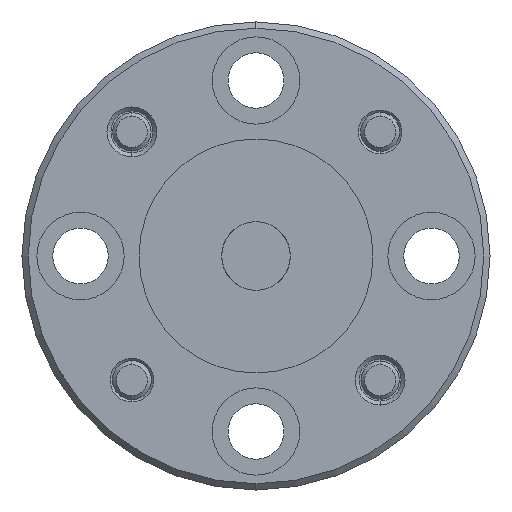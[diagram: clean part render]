
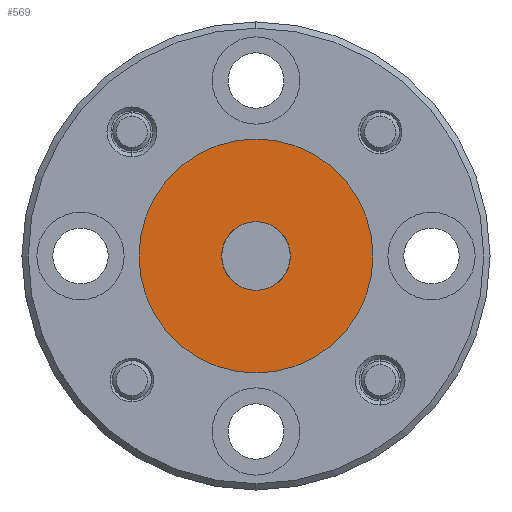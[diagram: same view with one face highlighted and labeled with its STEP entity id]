
A CAD part, left-side view. The second image highlights one B-rep face of the part: STEP entity #569.
In plain terms, the highlighted planar face has unit normal (-1, 0, 0).
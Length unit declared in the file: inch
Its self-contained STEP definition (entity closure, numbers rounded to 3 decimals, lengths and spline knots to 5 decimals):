
#130 = ORIENTED_EDGE ( 'NONE', *, *, #3646, .F. ) ;
#190 = CARTESIAN_POINT ( 'NONE',  ( -1., 0.1875, 0. ) ) ;
#199 = ORIENTED_EDGE ( 'NONE', *, *, #1757, .F. ) ;
#223 = EDGE_LOOP ( 'NONE', ( #130, #3464 ) ) ;
#263 = CARTESIAN_POINT ( 'NONE',  ( -1., 0.05077, -0.02187 ) ) ;
#279 = CARTESIAN_POINT ( 'NONE',  ( -1., 0.055, -0.00567 ) ) ;
#324 = CARTESIAN_POINT ( 'NONE',  ( -1., 0.055, 0.00567 ) ) ;
#388 = CARTESIAN_POINT ( 'NONE',  ( -1., 0.0246, 0.04919 ) ) ;
#398 = DIRECTION ( 'NONE',  ( 0., 0., 1. ) ) ;
#428 = CARTESIAN_POINT ( 'NONE',  ( -1., 0.01726, 0.05286 ) ) ;
#499 = CARTESIAN_POINT ( 'NONE',  ( -1., -0.05077, 0.02187 ) ) ;
#539 = CARTESIAN_POINT ( 'NONE',  ( -1., -0.03958, 0.03957 ) ) ;
#563 = CARTESIAN_POINT ( 'NONE',  ( -1., 0.05411, -0.01132 ) ) ;
#569 = ADVANCED_FACE ( 'NONE', ( #3092, #2416 ), #3712, .T. ) ;
#654 = CARTESIAN_POINT ( 'NONE',  ( -1., 0.01726, -0.05286 ) ) ;
#741 = CARTESIAN_POINT ( 'NONE',  ( -1., 0.00866, 0.055 ) ) ;
#807 = CARTESIAN_POINT ( 'NONE',  ( -1., -0.03193, 0.04553 ) ) ;
#847 = CARTESIAN_POINT ( 'NONE',  ( -1., -0.03193, -0.04553 ) ) ;
#959 = CARTESIAN_POINT ( 'NONE',  ( -1., -0.0246, -0.04919 ) ) ;
#1133 = AXIS2_PLACEMENT_3D ( 'NONE', #190, #2278, #398 ) ;
#1164 = CARTESIAN_POINT ( 'NONE',  ( -1., -0.0246, -0.04919 ) ) ;
#1224 = VERTEX_POINT ( 'NONE', #3370 ) ;
#1226 = CARTESIAN_POINT ( 'NONE',  ( -1., 0., 0. ) ) ;
#1260 = CARTESIAN_POINT ( 'NONE',  ( -1., 0.0246, 0.04919 ) ) ;
#1295 = CARTESIAN_POINT ( 'NONE',  ( -1., -0.00866, 0.055 ) ) ;
#1312 = VERTEX_POINT ( 'NONE', #3576 ) ;
#1340 = EDGE_LOOP ( 'NONE', ( #199, #2201, #3029, #3089 ) ) ;
#1425 = CARTESIAN_POINT ( 'NONE',  ( -1., -0.05411, 0.01132 ) ) ;
#1443 = CIRCLE ( 'NONE', #3538, 0.1875 ) ;
#1453 = CIRCLE ( 'NONE', #1991, 0.1875 ) ;
#1515 = CARTESIAN_POINT ( 'NONE',  ( -1., -0.05411, -0.01132 ) ) ;
#1675 = CARTESIAN_POINT ( 'NONE',  ( -1., 0., 0. ) ) ;
#1757 = EDGE_CURVE ( 'NONE', #4031, #1224, #1973, .T. ) ;
#1857 = CARTESIAN_POINT ( 'NONE',  ( -1., 0.03958, 0.03957 ) ) ;
#1973 = B_SPLINE_CURVE_WITH_KNOTS ( 'NONE', 3,
 ( #3511, #654, #2215, #3871, #3893, #959 ),
 .UNSPECIFIED., .F., .F.,
 ( 4, 2, 4 ),
 ( 0., 0.5, 1. ),
 .UNSPECIFIED. ) ;
#1990 = CARTESIAN_POINT ( 'NONE',  ( -1., -0.0246, 0.04919 ) ) ;
#1991 = AXIS2_PLACEMENT_3D ( 'NONE', #1226, #3156, #2838 ) ;
#2167 = CARTESIAN_POINT ( 'NONE',  ( -1., -0.0246, 0.04919 ) ) ;
#2201 = ORIENTED_EDGE ( 'NONE', *, *, #2228, .F. ) ;
#2215 = CARTESIAN_POINT ( 'NONE',  ( -1., 0.00866, -0.055 ) ) ;
#2228 = EDGE_CURVE ( 'NONE', #1312, #4031, #2852, .T. ) ;
#2232 = CARTESIAN_POINT ( 'NONE',  ( -1., 0.03193, -0.04553 ) ) ;
#2270 = CARTESIAN_POINT ( 'NONE',  ( -1., 0.05077, 0.02187 ) ) ;
#2278 = DIRECTION ( 'NONE',  ( -1., 0., 0. ) ) ;
#2306 = CARTESIAN_POINT ( 'NONE',  ( -1., -0.01726, 0.05286 ) ) ;
#2416 = FACE_OUTER_BOUND ( 'NONE', #223, .T. ) ;
#2446 = CARTESIAN_POINT ( 'NONE',  ( -1., -0.05077, -0.02187 ) ) ;
#2554 = CARTESIAN_POINT ( 'NONE',  ( -1., 0.05411, 0.01132 ) ) ;
#2630 = VERTEX_POINT ( 'NONE', #3139 ) ;
#2716 = CARTESIAN_POINT ( 'NONE',  ( -1., -0.04833, -0.02676 ) ) ;
#2740 = CARTESIAN_POINT ( 'NONE',  ( -1., -0.03958, -0.03957 ) ) ;
#2765 = EDGE_CURVE ( 'NONE', #3706, #1312, #2960, .T. ) ;
#2801 = B_SPLINE_CURVE_WITH_KNOTS ( 'NONE', 3,
 ( #1164, #847, #2740, #2716, #2446, #1515, #3692, #3115, #1425, #499, #2802, #539, #807, #2167 ),
 .UNSPECIFIED., .F., .F.,
 ( 4, 2, 2, 2, 2, 2, 4 ),
 ( 0., 0.25, 0.375, 0.5, 0.625, 0.75, 1. ),
 .UNSPECIFIED. ) ;
#2802 = CARTESIAN_POINT ( 'NONE',  ( -1., -0.04833, 0.02676 ) ) ;
#2838 = DIRECTION ( 'NONE',  ( 0., 0., -1. ) ) ;
#2852 = B_SPLINE_CURVE_WITH_KNOTS ( 'NONE', 3,
 ( #1260, #2870, #1857, #2912, #2270, #2554, #324, #279, #563, #263, #3143, #3889, #2232, #3544 ),
 .UNSPECIFIED., .F., .F.,
 ( 4, 2, 2, 2, 2, 2, 4 ),
 ( 0., 0.25, 0.375, 0.5, 0.625, 0.75, 1. ),
 .UNSPECIFIED. ) ;
#2870 = CARTESIAN_POINT ( 'NONE',  ( -1., 0.03193, 0.04553 ) ) ;
#2907 = CARTESIAN_POINT ( 'NONE',  ( -1., 0., 0.1875 ) ) ;
#2912 = CARTESIAN_POINT ( 'NONE',  ( -1., 0.04833, 0.02676 ) ) ;
#2918 = CARTESIAN_POINT ( 'NONE',  ( -1., 0.0246, -0.04919 ) ) ;
#2922 = DIRECTION ( 'NONE',  ( 1., 0., 0. ) ) ;
#2960 = B_SPLINE_CURVE_WITH_KNOTS ( 'NONE', 3,
 ( #3278, #2306, #1295, #741, #428, #388 ),
 .UNSPECIFIED., .F., .F.,
 ( 4, 2, 4 ),
 ( 0., 0.5, 1. ),
 .UNSPECIFIED. ) ;
#3002 = EDGE_CURVE ( 'NONE', #1224, #3706, #2801, .T. ) ;
#3029 = ORIENTED_EDGE ( 'NONE', *, *, #2765, .F. ) ;
#3089 = ORIENTED_EDGE ( 'NONE', *, *, #3002, .F. ) ;
#3092 = FACE_BOUND ( 'NONE', #1340, .T. ) ;
#3115 = CARTESIAN_POINT ( 'NONE',  ( -1., -0.055, 0.00567 ) ) ;
#3134 = VERTEX_POINT ( 'NONE', #2907 ) ;
#3139 = CARTESIAN_POINT ( 'NONE',  ( -1., 0., -0.1875 ) ) ;
#3143 = CARTESIAN_POINT ( 'NONE',  ( -1., 0.04833, -0.02676 ) ) ;
#3156 = DIRECTION ( 'NONE',  ( 1., 0., 0. ) ) ;
#3198 = EDGE_CURVE ( 'NONE', #3134, #2630, #1453, .T. ) ;
#3278 = CARTESIAN_POINT ( 'NONE',  ( -1., -0.0246, 0.04919 ) ) ;
#3370 = CARTESIAN_POINT ( 'NONE',  ( -1., -0.0246, -0.04919 ) ) ;
#3464 = ORIENTED_EDGE ( 'NONE', *, *, #3198, .F. ) ;
#3511 = CARTESIAN_POINT ( 'NONE',  ( -1., 0.0246, -0.04919 ) ) ;
#3538 = AXIS2_PLACEMENT_3D ( 'NONE', #1675, #2922, #3622 ) ;
#3544 = CARTESIAN_POINT ( 'NONE',  ( -1., 0.0246, -0.04919 ) ) ;
#3576 = CARTESIAN_POINT ( 'NONE',  ( -1., 0.0246, 0.04919 ) ) ;
#3622 = DIRECTION ( 'NONE',  ( 0., 0., -1. ) ) ;
#3646 = EDGE_CURVE ( 'NONE', #2630, #3134, #1443, .T. ) ;
#3692 = CARTESIAN_POINT ( 'NONE',  ( -1., -0.055, -0.00567 ) ) ;
#3706 = VERTEX_POINT ( 'NONE', #1990 ) ;
#3712 = PLANE ( 'NONE',  #1133 ) ;
#3871 = CARTESIAN_POINT ( 'NONE',  ( -1., -0.00866, -0.055 ) ) ;
#3889 = CARTESIAN_POINT ( 'NONE',  ( -1., 0.03958, -0.03957 ) ) ;
#3893 = CARTESIAN_POINT ( 'NONE',  ( -1., -0.01726, -0.05286 ) ) ;
#4031 = VERTEX_POINT ( 'NONE', #2918 ) ;
